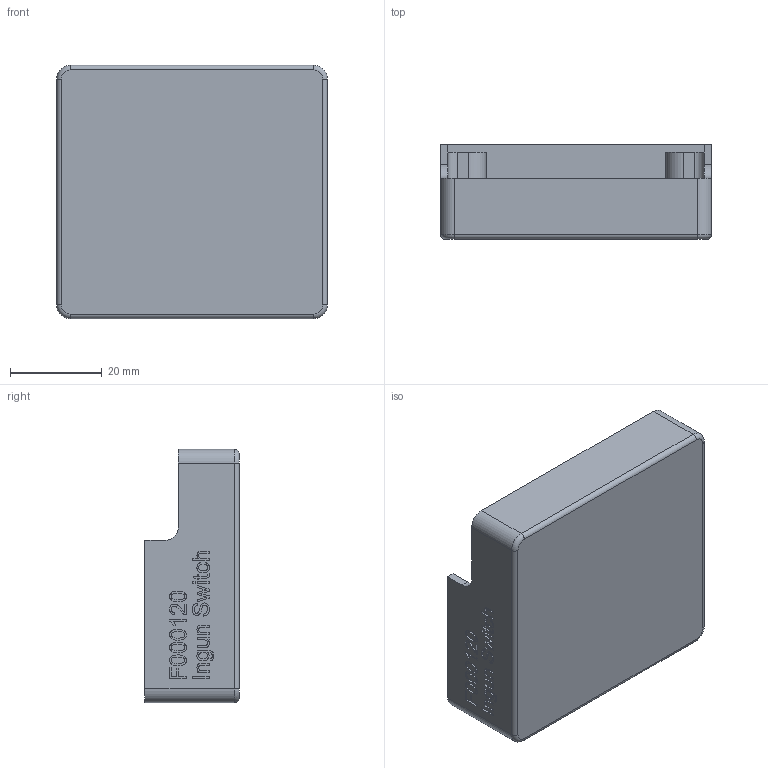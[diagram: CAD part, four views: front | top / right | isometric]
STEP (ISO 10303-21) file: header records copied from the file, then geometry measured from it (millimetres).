
FILE_DESCRIPTION(/* description */ (''),/* implementation_level */ '2;1');
FILE_NAME(/* name */ 'F000118 - Case Bottom v25.step',/* time_stamp */ '2020-03-26T19:43:19-07:00',/* author */ (''),/* organization */ (''),/* preprocessor_version */ 'ST-DEVELOPER v18',/* originating_system */ 'Autodesk Translation Framework v8.12.0.6',/* authorisation */ '');
FILE_SCHEMA (('AUTOMOTIVE_DESIGN { 1 0 10303 214 3 1 1 }'));
Length unit declared in the file: millimetre
Products named in the file (1): F000118 - Case Bottom
Bounding box: 59 x 20.6 x 55.2 mm (x, y, z)
Volume: 21057.3 mm3; surface area: 14194.1 mm2
Topology: 1 solids, 1 shells, 410 faces, 1135 edges, 756 vertices
Faces by surface type: bspline 226, plane 157, cylinder 23, torus 4
Full cylindrical faces by diameter (mm): 5.055 x5
Entity records: 15152 total; most frequent: CARTESIAN_POINT 6144, ORIENTED_EDGE 2270, EDGE_CURVE 1135, DIRECTION 1109, VERTEX_POINT 756, LINE 627, VECTOR 627, B_SPLINE_CURVE_WITH_KNOTS 452
